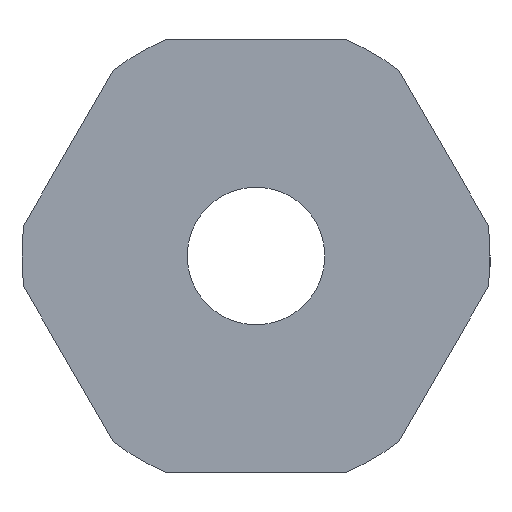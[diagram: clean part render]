
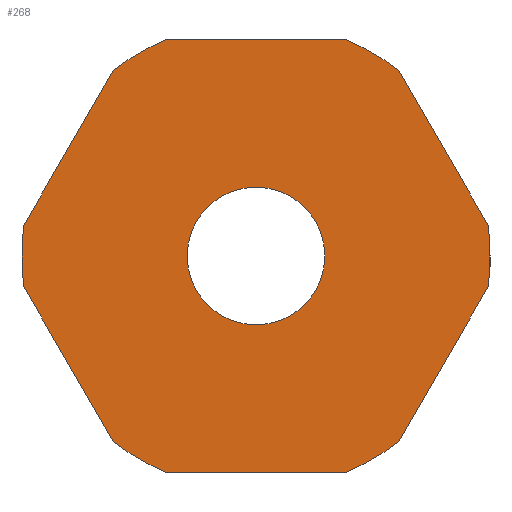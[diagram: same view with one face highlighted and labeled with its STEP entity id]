
A CAD part, left-side view. The second image highlights one B-rep face of the part: STEP entity #268.
In plain terms, the highlighted planar face has unit normal (-1, 0, 0).
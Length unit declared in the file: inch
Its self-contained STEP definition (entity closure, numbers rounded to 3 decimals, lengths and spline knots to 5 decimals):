
#1 = EDGE_CURVE ( 'NONE', #799, #744, #739, .T. ) ;
#4 = DIRECTION ( 'NONE',  ( 0., -0.5, -0.866 ) ) ;
#12 = EDGE_LOOP ( 'NONE', ( #631, #581 ) ) ;
#14 = CARTESIAN_POINT ( 'NONE',  ( -1.78125, 0., 0.0795 ) ) ;
#19 = VERTEX_POINT ( 'NONE', #661 ) ;
#20 = EDGE_CURVE ( 'NONE', #102, #263, #601, .T. ) ;
#34 = ORIENTED_EDGE ( 'NONE', *, *, #820, .F. ) ;
#47 = CARTESIAN_POINT ( 'NONE',  ( -1.78125, -0.26812, 0.0356 ) ) ;
#55 = VERTEX_POINT ( 'NONE', #498 ) ;
#57 = AXIS2_PLACEMENT_3D ( 'NONE', #425, #721, #790 ) ;
#60 = ORIENTED_EDGE ( 'NONE', *, *, #791, .F. ) ;
#69 = LINE ( 'NONE', #365, #292 ) ;
#71 = CARTESIAN_POINT ( 'NONE',  ( -1.78125, 0., 0. ) ) ;
#77 = ORIENTED_EDGE ( 'NONE', *, *, #690, .F. ) ;
#89 = VERTEX_POINT ( 'NONE', #884 ) ;
#90 = DIRECTION ( 'NONE',  ( 0., 0., -1. ) ) ;
#93 = EDGE_CURVE ( 'NONE', #19, #165, #764, .T. ) ;
#94 = ORIENTED_EDGE ( 'NONE', *, *, #583, .F. ) ;
#96 = AXIS2_PLACEMENT_3D ( 'NONE', #71, #228, #660 ) ;
#102 = VERTEX_POINT ( 'NONE', #349 ) ;
#103 = EDGE_CURVE ( 'NONE', #903, #945, #928, .T. ) ;
#123 = CARTESIAN_POINT ( 'NONE',  ( -1.78125, 0.26812, 0.0356 ) ) ;
#128 = DIRECTION ( 'NONE',  ( 0., 0., 1. ) ) ;
#140 = VECTOR ( 'NONE', #320, 39.37008 ) ;
#144 = VERTEX_POINT ( 'NONE', #564 ) ;
#150 = VECTOR ( 'NONE', #462, 39.37008 ) ;
#153 = CARTESIAN_POINT ( 'NONE',  ( -1.78125, 0., 0. ) ) ;
#164 = DIRECTION ( 'NONE',  ( 1., 0., 0. ) ) ;
#165 = VERTEX_POINT ( 'NONE', #284 ) ;
#168 = LINE ( 'NONE', #535, #140 ) ;
#169 = ORIENTED_EDGE ( 'NONE', *, *, #1, .F. ) ;
#178 = CARTESIAN_POINT ( 'NONE',  ( -1.78125, 0., 0. ) ) ;
#188 = CARTESIAN_POINT ( 'NONE',  ( -1.78125, 0., 0. ) ) ;
#221 = ORIENTED_EDGE ( 'NONE', *, *, #93, .F. ) ;
#225 = CARTESIAN_POINT ( 'NONE',  ( -1.78125, 0.21651, 0.125 ) ) ;
#228 = DIRECTION ( 'NONE',  ( 1., 0., 0. ) ) ;
#233 = CARTESIAN_POINT ( 'NONE',  ( -1.78125, -0.10322, 0.25 ) ) ;
#235 = VECTOR ( 'NONE', #4, 39.37008 ) ;
#236 = ORIENTED_EDGE ( 'NONE', *, *, #237, .F. ) ;
#237 = EDGE_CURVE ( 'NONE', #89, #55, #69, .T. ) ;
#251 = AXIS2_PLACEMENT_3D ( 'NONE', #188, #895, #90 ) ;
#253 = EDGE_CURVE ( 'NONE', #945, #441, #627, .T. ) ;
#263 = VERTEX_POINT ( 'NONE', #14 ) ;
#268 = ADVANCED_FACE ( 'NONE', ( #674, #600 ), #670, .F. ) ;
#279 = LINE ( 'NONE', #449, #235 ) ;
#284 = CARTESIAN_POINT ( 'NONE',  ( -1.78125, 0.16489, -0.2144 ) ) ;
#287 = DIRECTION ( 'NONE',  ( 0., 0., -1. ) ) ;
#292 = VECTOR ( 'NONE', #868, 39.37008 ) ;
#304 = VECTOR ( 'NONE', #761, 39.37008 ) ;
#320 = DIRECTION ( 'NONE',  ( 0., 1., 0. ) ) ;
#346 = AXIS2_PLACEMENT_3D ( 'NONE', #795, #579, #287 ) ;
#349 = CARTESIAN_POINT ( 'NONE',  ( -1.78125, 0., -0.0795 ) ) ;
#356 = ORIENTED_EDGE ( 'NONE', *, *, #103, .F. ) ;
#365 = CARTESIAN_POINT ( 'NONE',  ( -1.78125, -0.21651, -0.125 ) ) ;
#370 = CARTESIAN_POINT ( 'NONE',  ( -1.78125, 0., 0. ) ) ;
#373 = ORIENTED_EDGE ( 'NONE', *, *, #253, .F. ) ;
#394 = CARTESIAN_POINT ( 'NONE',  ( -1.78125, 0.21651, -0.125 ) ) ;
#405 = CARTESIAN_POINT ( 'NONE',  ( -1.78125, 0., 0. ) ) ;
#416 = CARTESIAN_POINT ( 'NONE',  ( -1.78125, 0.10322, 0.25 ) ) ;
#425 = CARTESIAN_POINT ( 'NONE',  ( -1.78125, 0., 0. ) ) ;
#441 = VERTEX_POINT ( 'NONE', #416 ) ;
#442 = DIRECTION ( 'NONE',  ( -1., 0., 0. ) ) ;
#449 = CARTESIAN_POINT ( 'NONE',  ( -1.78125, -0.21651, 0.125 ) ) ;
#462 = DIRECTION ( 'NONE',  ( 0., -1., 0. ) ) ;
#466 = DIRECTION ( 'NONE',  ( 0., 0., -1. ) ) ;
#467 = VECTOR ( 'NONE', #517, 39.37008 ) ;
#472 = AXIS2_PLACEMENT_3D ( 'NONE', #738, #732, #128 ) ;
#486 = CARTESIAN_POINT ( 'NONE',  ( -1.78125, 0.16489, 0.2144 ) ) ;
#498 = CARTESIAN_POINT ( 'NONE',  ( -1.78125, -0.16489, -0.2144 ) ) ;
#499 = EDGE_CURVE ( 'NONE', #55, #829, #801, .T. ) ;
#517 = DIRECTION ( 'NONE',  ( 0., -0.5, 0.866 ) ) ;
#531 = VERTEX_POINT ( 'NONE', #47 ) ;
#533 = CARTESIAN_POINT ( 'NONE',  ( -1.78125, -0.16489, 0.2144 ) ) ;
#535 = CARTESIAN_POINT ( 'NONE',  ( -1.78125, 0., -0.25 ) ) ;
#564 = CARTESIAN_POINT ( 'NONE',  ( -1.78125, 0.26812, -0.0356 ) ) ;
#573 = DIRECTION ( 'NONE',  ( 0., 0., 1. ) ) ;
#579 = DIRECTION ( 'NONE',  ( 1., 0., 0. ) ) ;
#581 = ORIENTED_EDGE ( 'NONE', *, *, #20, .F. ) ;
#583 = EDGE_CURVE ( 'NONE', #744, #531, #279, .T. ) ;
#597 = EDGE_CURVE ( 'NONE', #263, #102, #692, .T. ) ;
#598 = EDGE_LOOP ( 'NONE', ( #77, #734, #236, #624, #94, #169, #34, #373, #356, #677, #60, #221 ) ) ;
#600 = FACE_OUTER_BOUND ( 'NONE', #598, .T. ) ;
#601 = CIRCLE ( 'NONE', #472, 0.0795 ) ;
#602 = CIRCLE ( 'NONE', #96, 0.27047 ) ;
#610 = AXIS2_PLACEMENT_3D ( 'NONE', #178, #164, #466 ) ;
#624 = ORIENTED_EDGE ( 'NONE', *, *, #676, .F. ) ;
#627 = CIRCLE ( 'NONE', #754, 0.27047 ) ;
#631 = ORIENTED_EDGE ( 'NONE', *, *, #597, .F. ) ;
#632 = DIRECTION ( 'NONE',  ( 0., 0., -1. ) ) ;
#660 = DIRECTION ( 'NONE',  ( 0., 0., -1. ) ) ;
#661 = CARTESIAN_POINT ( 'NONE',  ( -1.78125, 0.10322, -0.25 ) ) ;
#664 = DIRECTION ( 'NONE',  ( 1., 0., 0. ) ) ;
#670 = PLANE ( 'NONE',  #251 ) ;
#674 = FACE_BOUND ( 'NONE', #12, .T. ) ;
#675 = CARTESIAN_POINT ( 'NONE',  ( -1.78125, -0.10322, -0.25 ) ) ;
#676 = EDGE_CURVE ( 'NONE', #531, #89, #602, .T. ) ;
#677 = ORIENTED_EDGE ( 'NONE', *, *, #831, .F. ) ;
#690 = EDGE_CURVE ( 'NONE', #829, #19, #168, .T. ) ;
#692 = CIRCLE ( 'NONE', #821, 0.0795 ) ;
#700 = DIRECTION ( 'NONE',  ( 1., 0., 0. ) ) ;
#714 = CIRCLE ( 'NONE', #610, 0.27047 ) ;
#721 = DIRECTION ( 'NONE',  ( 1., 0., 0. ) ) ;
#732 = DIRECTION ( 'NONE',  ( -1., 0., 0. ) ) ;
#734 = ORIENTED_EDGE ( 'NONE', *, *, #499, .F. ) ;
#738 = CARTESIAN_POINT ( 'NONE',  ( -1.78125, 0., 0. ) ) ;
#739 = CIRCLE ( 'NONE', #57, 0.27047 ) ;
#744 = VERTEX_POINT ( 'NONE', #533 ) ;
#754 = AXIS2_PLACEMENT_3D ( 'NONE', #370, #664, #798 ) ;
#755 = AXIS2_PLACEMENT_3D ( 'NONE', #405, #700, #632 ) ;
#756 = LINE ( 'NONE', #394, #304 ) ;
#761 = DIRECTION ( 'NONE',  ( 0., 0.5, 0.866 ) ) ;
#764 = CIRCLE ( 'NONE', #346, 0.27047 ) ;
#765 = LINE ( 'NONE', #824, #150 ) ;
#790 = DIRECTION ( 'NONE',  ( 0., 0., -1. ) ) ;
#791 = EDGE_CURVE ( 'NONE', #165, #144, #756, .T. ) ;
#795 = CARTESIAN_POINT ( 'NONE',  ( -1.78125, 0., 0. ) ) ;
#798 = DIRECTION ( 'NONE',  ( 0., 0., -1. ) ) ;
#799 = VERTEX_POINT ( 'NONE', #233 ) ;
#801 = CIRCLE ( 'NONE', #755, 0.27047 ) ;
#820 = EDGE_CURVE ( 'NONE', #441, #799, #765, .T. ) ;
#821 = AXIS2_PLACEMENT_3D ( 'NONE', #153, #442, #573 ) ;
#824 = CARTESIAN_POINT ( 'NONE',  ( -1.78125, 0., 0.25 ) ) ;
#829 = VERTEX_POINT ( 'NONE', #675 ) ;
#831 = EDGE_CURVE ( 'NONE', #144, #903, #714, .T. ) ;
#868 = DIRECTION ( 'NONE',  ( 0., 0.5, -0.866 ) ) ;
#884 = CARTESIAN_POINT ( 'NONE',  ( -1.78125, -0.26812, -0.0356 ) ) ;
#895 = DIRECTION ( 'NONE',  ( 1., 0., 0. ) ) ;
#903 = VERTEX_POINT ( 'NONE', #123 ) ;
#928 = LINE ( 'NONE', #225, #467 ) ;
#945 = VERTEX_POINT ( 'NONE', #486 ) ;
